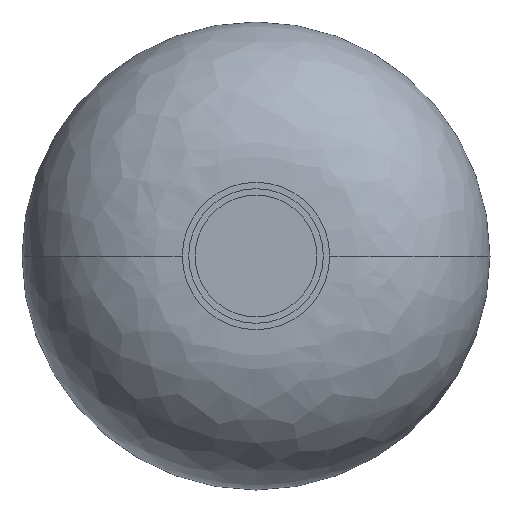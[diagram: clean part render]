
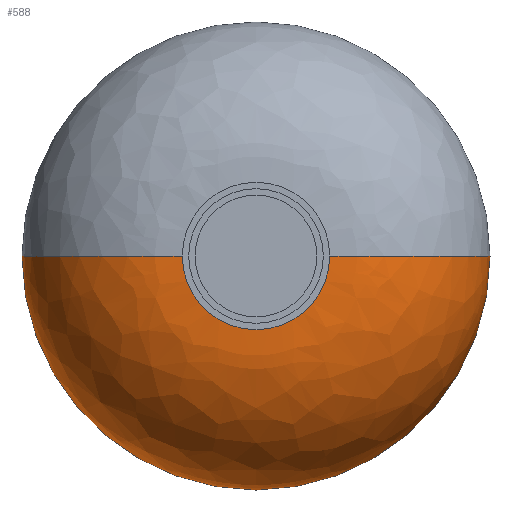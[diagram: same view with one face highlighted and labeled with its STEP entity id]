
A CAD part, left-side view. The second image highlights one B-rep face of the part: STEP entity #588.
In plain terms, the highlighted free-form (B-spline) face has degree [3, 3] with [7, 4] control points.
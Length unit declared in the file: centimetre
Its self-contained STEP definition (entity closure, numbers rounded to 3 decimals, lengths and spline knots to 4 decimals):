
#46=CARTESIAN_POINT('',(-3.,2.3,0.));
#47=DIRECTION('',(0.,0.,1.));
#48=DIRECTION('',(0.,1.,0.));
#49=AXIS2_PLACEMENT_3D('',#46,#47,#48);
#54=CARTESIAN_POINT('',(-3.,-2.3,0.));
#55=DIRECTION('',(0.,0.,-1.));
#56=DIRECTION('',(0.,-1.,0.));
#57=AXIS2_PLACEMENT_3D('',#54,#55,#56);
#62=CARTESIAN_POINT('',(-3.,0.,0.));
#63=DIRECTION('',(-1.,0.,0.));
#64=DIRECTION('',(0.,1.,0.));
#65=AXIS2_PLACEMENT_3D('',#62,#63,#64);
#78=CARTESIAN_POINT('',(-8.,0.,0.));
#79=DIRECTION('',(-1.,0.,0.));
#80=DIRECTION('',(0.,1.,0.));
#81=AXIS2_PLACEMENT_3D('',#78,#79,#80);
#449=CARTESIAN_POINT('',(-3.,7.3,0.));
#451=VERTEX_POINT('',#449);
#452=CARTESIAN_POINT('',(-8.,2.3,0.));
#453=VERTEX_POINT('',#452);
#475=CARTESIAN_POINT('',(-3.,-7.3,0.));
#477=VERTEX_POINT('',#475);
#478=CARTESIAN_POINT('',(-8.,-2.3,0.));
#479=VERTEX_POINT('',#478);
#550=CARTESIAN_POINT('',(-7.9975,-2.1387,
0.1346));
#551=CARTESIAN_POINT('',(-8.0942,-5.2081,
0.3277));
#552=CARTESIAN_POINT('',(-5.9184,-7.3796,
0.4643));
#553=CARTESIAN_POINT('',(-2.8429,-7.2831,
0.4582));
#554=CARTESIAN_POINT('',(-7.9975,-2.2215,
-1.1816));
#555=CARTESIAN_POINT('',(-8.0942,-5.4098,
-2.8774));
#556=CARTESIAN_POINT('',(-5.9184,-7.6653,
-4.0771));
#557=CARTESIAN_POINT('',(-2.8429,-7.5651,
-4.0238));
#558=CARTESIAN_POINT('',(-7.9975,-1.3188,
-2.1429));
#559=CARTESIAN_POINT('',(-8.0942,-3.2114,
-5.2184));
#560=CARTESIAN_POINT('',(-5.9184,-4.5504,
-7.3942));
#561=CARTESIAN_POINT('',(-2.8429,-4.4909,
-7.2975));
#562=CARTESIAN_POINT('',(-7.9975,0.,-2.1429));
#563=CARTESIAN_POINT('',(-8.0942,0.,-5.2184));
#564=CARTESIAN_POINT('',(-5.9184,0.,-7.3942));
#565=CARTESIAN_POINT('',(-2.8429,0.,-7.2975));
#566=CARTESIAN_POINT('',(-7.9975,1.3188,-2.1429));
#567=CARTESIAN_POINT('',(-8.0942,3.2114,-5.2184));
#568=CARTESIAN_POINT('',(-5.9184,4.5504,-7.3942));
#569=CARTESIAN_POINT('',(-2.8429,4.4909,-7.2975));
#570=CARTESIAN_POINT('',(-7.9975,2.2215,-1.1816));
#571=CARTESIAN_POINT('',(-8.0942,5.4098,-2.8774));
#572=CARTESIAN_POINT('',(-5.9184,7.6653,-4.0771));
#573=CARTESIAN_POINT('',(-2.8429,7.5651,-4.0238));
#574=CARTESIAN_POINT('',(-7.9975,2.1387,0.1346));
#575=CARTESIAN_POINT('',(-8.0942,5.2081,0.3277));
#576=CARTESIAN_POINT('',(-5.9184,7.3796,0.4643));
#577=CARTESIAN_POINT('',(-2.8429,7.2831,0.4582));
#578=(BOUNDED_SURFACE()B_SPLINE_SURFACE(3,3,((#550,#551,#552,#553),(#554,#555,
#556,#557),(#558,#559,#560,#561),(#562,#563,#564,#565),(#566,#567,#568,#569),(
#570,#571,#572,#573),(#574,#575,#576,#577)),.UNSPECIFIED.,.F.,.F.,.F.)B_SPLINE_SURFACE_WITH_KNOTS((4,3,4),(4,4),(0.,1.,2.),(0.,1.),.UNSPECIFIED.)GEOMETRIC_REPRESENTATION_ITEM()RATIONAL_B_SPLINE_SURFACE(((1.41,
1.113,1.113,1.41),(1.113,
0.879,0.879,1.113),(1.113,
0.879,0.879,1.113),(1.41,
1.113,1.113,1.41),(1.113,
0.879,0.879,1.113),(1.113,
0.879,0.879,1.113),(1.41,
1.113,1.113,1.41)))REPRESENTATION_ITEM('')SURFACE());
#580=ORIENTED_EDGE('',*,*,#579,.T.);
#582=ORIENTED_EDGE('',*,*,#581,.T.);
#584=ORIENTED_EDGE('',*,*,#583,.F.);
#585=ORIENTED_EDGE('',*,*,#542,.F.);
#586=EDGE_LOOP('',(#580,#582,#584,#585));
#587=FACE_OUTER_BOUND('',#586,.F.);
#50=CIRCLE('',#49,5.);
#58=CIRCLE('',#57,5.);
#66=CIRCLE('',#65,7.3);
#82=CIRCLE('',#81,2.3);
#542=EDGE_CURVE('',#451,#477,#66,.T.);
#579=EDGE_CURVE('',#451,#453,#50,.T.);
#581=EDGE_CURVE('',#453,#479,#82,.T.);
#583=EDGE_CURVE('',#477,#479,#58,.T.);
#588=ADVANCED_FACE('',(#587),#578,.T.);
